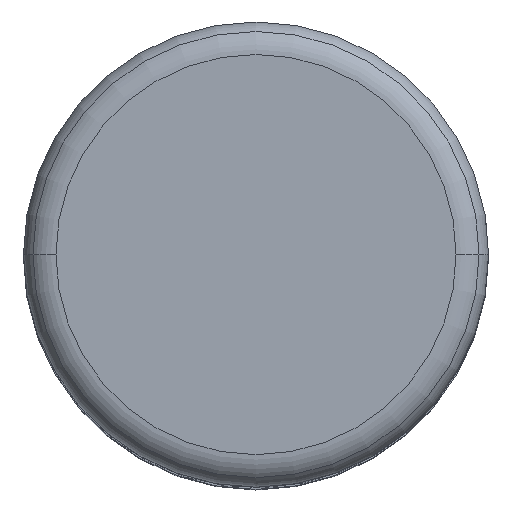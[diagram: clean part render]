
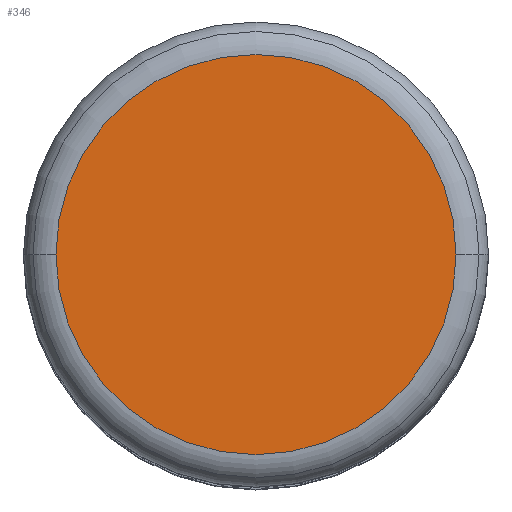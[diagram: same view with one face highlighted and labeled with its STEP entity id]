
A CAD part, top view. The second image highlights one B-rep face of the part: STEP entity #346.
In plain terms, the highlighted planar face has unit normal (0, 0, 1).
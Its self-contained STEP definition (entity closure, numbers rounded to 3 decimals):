
#146=CARTESIAN_POINT('',(0.,0.,11.));
#147=DIRECTION('',(0.,0.,-1.));
#148=DIRECTION('',(-1.,0.,0.));
#149=AXIS2_PLACEMENT_3D('',#146,#147,#148);
#154=CARTESIAN_POINT('',(0.,0.,11.));
#155=DIRECTION('',(0.,0.,-1.));
#156=DIRECTION('',(1.,0.,0.));
#157=AXIS2_PLACEMENT_3D('',#154,#155,#156);
#294=CARTESIAN_POINT('',(-6.15,0.,11.));
#295=CARTESIAN_POINT('',(6.15,0.,11.));
#296=VERTEX_POINT('',#294);
#297=VERTEX_POINT('',#295);
#336=CARTESIAN_POINT('',(0.,0.,11.));
#337=DIRECTION('',(0.,0.,1.));
#338=DIRECTION('',(1.,0.,0.));
#339=AXIS2_PLACEMENT_3D('',#336,#337,#338);
#340=PLANE('',#339);
#341=ORIENTED_EDGE('',*,*,#325,.T.);
#343=ORIENTED_EDGE('',*,*,#342,.T.);
#344=EDGE_LOOP('',(#341,#343));
#345=FACE_OUTER_BOUND('',#344,.F.);
#150=CIRCLE('',#149,6.15);
#158=CIRCLE('',#157,6.15);
#325=EDGE_CURVE('',#296,#297,#150,.T.);
#342=EDGE_CURVE('',#297,#296,#158,.T.);
#346=ADVANCED_FACE('',(#345),#340,.T.);
